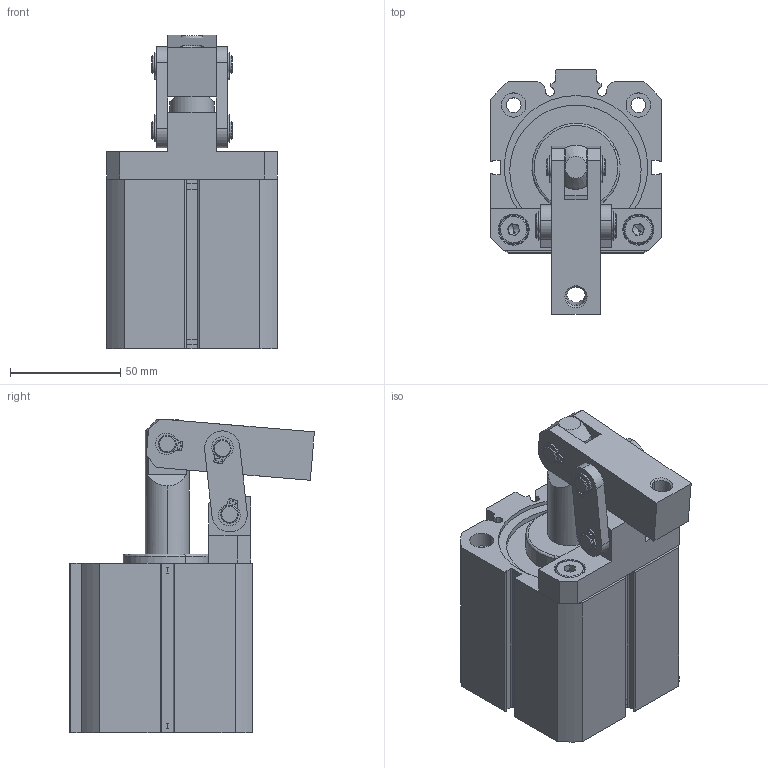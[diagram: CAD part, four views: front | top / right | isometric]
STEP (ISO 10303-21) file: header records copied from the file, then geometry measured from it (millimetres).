
FILE_DESCRIPTION (( 'STEP AP214' ), '1' );
FILE_NAME ('P12E-63.STEP', '2023-05-03T13:40:58', ( '' ), ( '' ), 'SwSTEP 2.0', 'SolidWorks 2015', '' );
FILE_SCHEMA (( 'AUTOMOTIVE_DESIGN' ));
Length unit declared in the file: millimetre
Products named in the file (14): DIN 7984-M8x30 ¦MBUS C¦VATA; Ï63 SIKIÌTIRMA KOLU; ﾏ50-ﾏ63 KOL BAｺLANTI PｦMｦ; Ï63 BAºLANTI PLAKASI; ﾏ63 KULP; DIN 471-Ï8x0.8 SEGMAN; KS-A 63 ARKA KAPAK_MANYETﾝKLﾝ ﾝﾇﾝN; PSK 63 ﾍN KAPAK_MANYETﾝKLﾝ  ﾝﾇﾝN; PSK 63 PｦSTON MｦLｦ; P12E-63; KS-A 63 BORU_MANYETÝKLÝ  BORU; Ï63 PSK SIKIÌTIRMA EK¦PMANI; ﾏ50-ﾏ63 MｦL UCU BAｺLANTI PｦMｦ; DIN 472-Ï65x2,5 DEL¦K SEGMANI
Assembly tree (22 placements, depth 3):
  P12E-63
    KS-A 63 BORU_MANYETÝKLÝ  BORU
    KS-A 63 ARKA KAPAK_MANYETﾝKLﾝ ﾝﾇﾝN
    PSK 63 ﾍN KAPAK_MANYETﾝKLﾝ  ﾝﾇﾝN
    DIN 472-Ï65x2,5 DEL¦K SEGMANI  x2
    PSK 63 PｦSTON MｦLｦ
    Ï63 PSK SIKIÌTIRMA EK¦PMANI
      ﾏ63 KULP
      DIN 7984-M8x30 ¦MBUS C¦VATA  x2
      ﾏ50-ﾏ63 KOL BAｺLANTI PｦMｦ  x2
      Ï63 BAºLANTI PLAKASI  x2
      Ï63 SIKIÌTIRMA KOLU
      ﾏ50-ﾏ63 MｦL UCU BAｺLANTI PｦMｦ
      DIN 471-Ï8x0.8 SEGMAN  x6
Bounding box: 77.5 x 110.94 x 142.3 mm (x, y, z)
Volume: 479154.5 mm3; surface area: 107136.5 mm2
Topology: 21 solids, 21 shells, 617 faces, 1536 edges, 998 vertices
Faces by surface type: cylinder 302, plane 245, cone 56, bspline 14
Entity records: 16896 total; most frequent: CARTESIAN_POINT 2357, DIRECTION 2193, ORIENTED_EDGE 1922, EDGE_CURVE 961, AXIS2_PLACEMENT_3D 847, VERTEX_POINT 623, VECTOR 499, LINE 499
